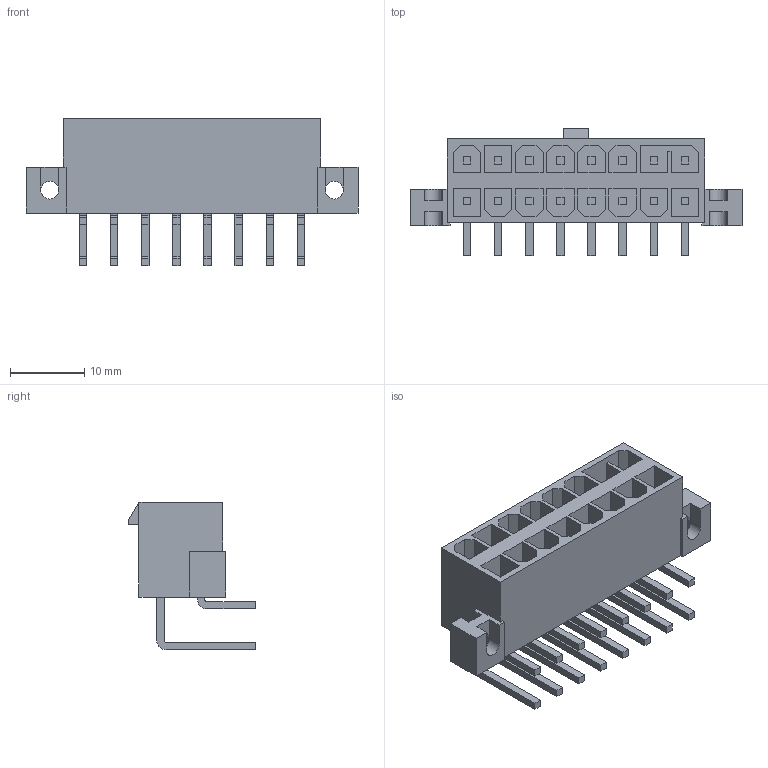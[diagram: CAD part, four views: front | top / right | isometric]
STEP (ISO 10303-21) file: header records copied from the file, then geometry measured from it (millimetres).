
FILE_DESCRIPTION((''),'2;1');
FILE_NAME('015978162','2014-07-30T',('me'),(''),'PRO/ENGINEER BY PARAMETRIC TECHNOLOGY CORPORATION, 2011490','PRO/ENGINEER BY PARAMETRIC TECHNOLOGY CORPORATION, 2011490','');
FILE_SCHEMA(('CONFIG_CONTROL_DESIGN'));
Length unit declared in the file: millimetre
Products named in the file (1): 015978162
Bounding box: 44.8 x 17.11 x 19.9 mm (x, y, z)
Volume: 3612.8 mm3; surface area: 5417.5 mm2
Topology: 1 solids, 1 shells, 373 faces, 1002 edges, 674 vertices
Faces by surface type: plane 335, cylinder 38
Entity records: 11509 total; most frequent: CARTESIAN_POINT 2010, ORIENTED_EDGE 1928, DIRECTION 1862, EDGE_CURVE 964, VECTOR 890, LINE 890, VERTEX_POINT 634, AXIS2_PLACEMENT_3D 486
